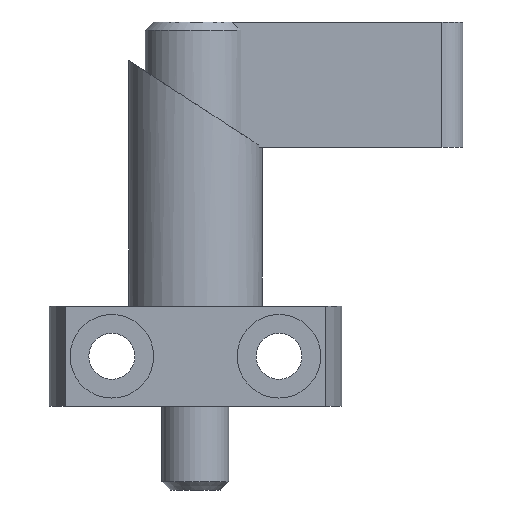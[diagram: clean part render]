
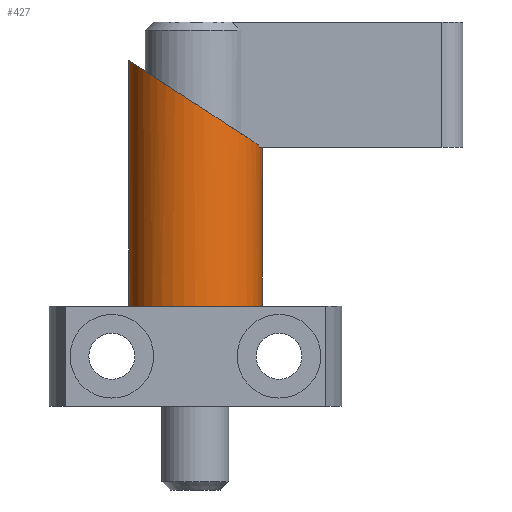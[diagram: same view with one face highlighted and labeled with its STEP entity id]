
A CAD part, front view. The second image highlights one B-rep face of the part: STEP entity #427.
In plain terms, the highlighted cylindrical face has radius 8 mm (diameter 16 mm), a partial arc.
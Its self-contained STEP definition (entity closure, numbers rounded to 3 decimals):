
#299=EDGE_CURVE('',#467,#455,#792,.T.);
#315=VERTEX_POINT('',#810);
#403=EDGE_CURVE('',#465,#611,#909,.T.);
#405=EDGE_CURVE('',#455,#315,#911,.T.);
#427=ADVANCED_FACE('',(#936),#937,.T.);
#455=VERTEX_POINT('',#967);
#465=VERTEX_POINT('',#977);
#467=VERTEX_POINT('',#979);
#581=EDGE_CURVE('',#315,#465,#1112,.T.);
#611=VERTEX_POINT('',#1143);
#717=EDGE_CURVE('',#611,#467,#1264,.T.);
#792=CIRCLE('',#1349,8.0);
#810=CARTESIAN_POINT('',(8.0,0.0,31.0));
#909=LINE('',#1516,#1517);
#911=LINE('',#1520,#1521);
#936=FACE_OUTER_BOUND('',#1552,.T.);
#937=CYLINDRICAL_SURFACE('',#1553,8.0);
#967=CARTESIAN_POINT('',(8.0,0.,12.0));
#977=CARTESIAN_POINT('',(-8.0,0.,41.391));
#979=CARTESIAN_POINT('',(0.,-8.0,12.0));
#1112=ELLIPSE('',#1788,9.539,8.0);
#1143=CARTESIAN_POINT('',(-8.0,0.,12.0));
#1264=CIRCLE('',#1978,8.0);
#1349=AXIS2_PLACEMENT_3D('',#2058,#2059,#2060);
#1516=CARTESIAN_POINT('',(-8.0,0.,22.0));
#1517=VECTOR('',#2208,1.0);
#1520=CARTESIAN_POINT('',(8.0,0.,22.0));
#1521=VECTOR('',#2209,1.0);
#1552=EDGE_LOOP('',(#2240,#2241,#2242,#2243,#2244));
#1553=AXIS2_PLACEMENT_3D('',#2245,#2246,#2247);
#1788=AXIS2_PLACEMENT_3D('',#2456,#2457,#2458);
#1978=AXIS2_PLACEMENT_3D('',#2636,#2637,#2638);
#2058=CARTESIAN_POINT('',(0.0,0.0,12.0));
#2059=DIRECTION('',(0.0,0.0,1.0));
#2060=DIRECTION('',(1.0,0.0,0.0));
#2208=DIRECTION('',(-0.0,-0.0,-1.0));
#2209=DIRECTION('',(0.0,0.0,1.0));
#2240=ORIENTED_EDGE('',*,*,#405,.T.);
#2241=ORIENTED_EDGE('',*,*,#581,.T.);
#2242=ORIENTED_EDGE('',*,*,#403,.T.);
#2243=ORIENTED_EDGE('',*,*,#717,.T.);
#2244=ORIENTED_EDGE('',*,*,#299,.T.);
#2245=CARTESIAN_POINT('',(0.0,0.0,22.0));
#2246=DIRECTION('',(-0.0,-0.0,-1.0));
#2247=DIRECTION('',(1.0,0.0,0.0));
#2456=CARTESIAN_POINT('',(0.0,0.0,36.195));
#2457=DIRECTION('',(-0.545,-0.0,-0.839));
#2458=DIRECTION('',(0.839,0.0,-0.545));
#2636=CARTESIAN_POINT('',(0.0,0.0,12.0));
#2637=DIRECTION('',(0.0,0.0,1.0));
#2638=DIRECTION('',(1.0,0.0,0.0));
